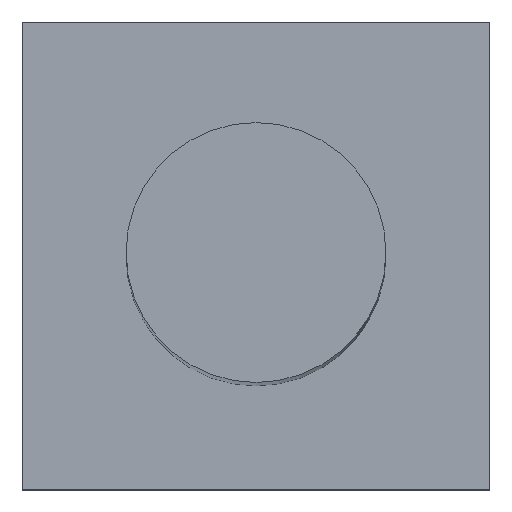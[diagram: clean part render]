
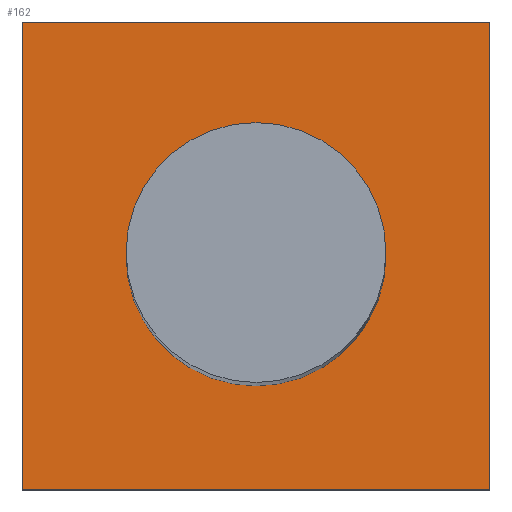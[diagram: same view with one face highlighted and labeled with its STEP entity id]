
A CAD part, top view. The second image highlights one B-rep face of the part: STEP entity #162.
In plain terms, the highlighted planar face has unit normal (0, 0, 1).
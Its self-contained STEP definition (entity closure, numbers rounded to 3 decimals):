
#61=CARTESIAN_POINT('Vertex',(5.,0.,0.)) ;
#66=CARTESIAN_POINT('Axis2P3D Location',(0.,0.,0.)) ;
#70=CARTESIAN_POINT('Vertex',(-5.,0.,0.)) ;
#92=CARTESIAN_POINT('Axis2P3D Location',(0.,0.,0.)) ;
#119=CARTESIAN_POINT('Axis2P3D Location',(0.,0.,0.)) ;
#124=CARTESIAN_POINT('Line Origine',(0.,9.,0.)) ;
#128=CARTESIAN_POINT('Vertex',(9.,9.,0.)) ;
#130=CARTESIAN_POINT('Vertex',(-9.,9.,0.)) ;
#133=CARTESIAN_POINT('Line Origine',(-9.,0.,0.)) ;
#137=CARTESIAN_POINT('Vertex',(-9.,-9.,0.)) ;
#140=CARTESIAN_POINT('Line Origine',(0.,-9.,0.)) ;
#144=CARTESIAN_POINT('Vertex',(9.,-9.,0.)) ;
#147=CARTESIAN_POINT('Line Origine',(9.,0.,0.)) ;
#67=DIRECTION('Axis2P3D Direction',(0.,0.,1.)) ;
#93=DIRECTION('Axis2P3D Direction',(0.,0.,1.)) ;
#120=DIRECTION('Axis2P3D Direction',(0.,0.,1.)) ;
#121=DIRECTION('Axis2P3D XDirection',(1.,0.,0.)) ;
#125=DIRECTION('Vector Direction',(1.,0.,0.)) ;
#134=DIRECTION('Vector Direction',(0.,1.,0.)) ;
#141=DIRECTION('Vector Direction',(-1.,0.,0.)) ;
#148=DIRECTION('Vector Direction',(0.,-1.,0.)) ;
#68=AXIS2_PLACEMENT_3D('Circle Axis2P3D',#66,#67,$) ;
#94=AXIS2_PLACEMENT_3D('Circle Axis2P3D',#92,#93,$) ;
#122=AXIS2_PLACEMENT_3D('Plane Axis2P3D',#119,#120,#121) ;
#153=ORIENTED_EDGE('',*,*,#132,.T.) ;
#154=ORIENTED_EDGE('',*,*,#139,.T.) ;
#155=ORIENTED_EDGE('',*,*,#146,.T.) ;
#156=ORIENTED_EDGE('',*,*,#151,.T.) ;
#159=ORIENTED_EDGE('',*,*,#72,.F.) ;
#160=ORIENTED_EDGE('',*,*,#96,.F.) ;
#161=FACE_BOUND('',#158,.T.) ;
#126=VECTOR('Line Direction',#125,1.) ;
#135=VECTOR('Line Direction',#134,1.) ;
#142=VECTOR('Line Direction',#141,1.) ;
#149=VECTOR('Line Direction',#148,1.) ;
#162=ADVANCED_FACE('Sq Bolt',(#157,#161),#123,.T.) ;
#69=CIRCLE('generated circle',#68,5.) ;
#95=CIRCLE('generated circle',#94,5.) ;
#72=EDGE_CURVE('',#62,#71,#69,.T.) ;
#96=EDGE_CURVE('',#71,#62,#95,.T.) ;
#132=EDGE_CURVE('',#129,#131,#127,.F.) ;
#139=EDGE_CURVE('',#131,#138,#136,.F.) ;
#146=EDGE_CURVE('',#138,#145,#143,.F.) ;
#151=EDGE_CURVE('',#145,#129,#150,.F.) ;
#152=EDGE_LOOP('',(#153,#154,#155,#156)) ;
#158=EDGE_LOOP('',(#159,#160)) ;
#157=FACE_OUTER_BOUND('',#152,.T.) ;
#127=LINE('Line',#124,#126) ;
#136=LINE('Line',#133,#135) ;
#143=LINE('Line',#140,#142) ;
#150=LINE('Line',#147,#149) ;
#123=PLANE('',#122) ;
#62=VERTEX_POINT('',#61) ;
#71=VERTEX_POINT('',#70) ;
#129=VERTEX_POINT('',#128) ;
#131=VERTEX_POINT('',#130) ;
#138=VERTEX_POINT('',#137) ;
#145=VERTEX_POINT('',#144) ;
